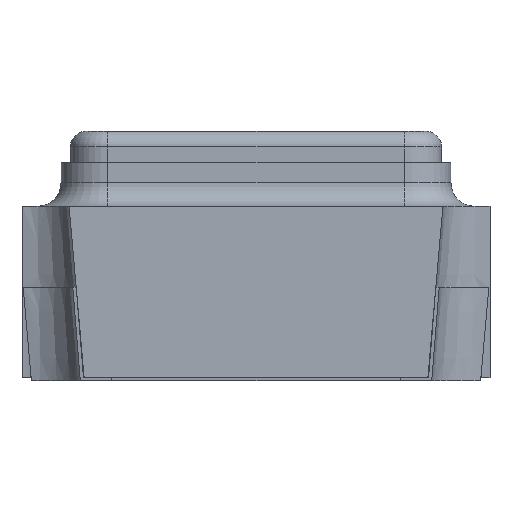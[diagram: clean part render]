
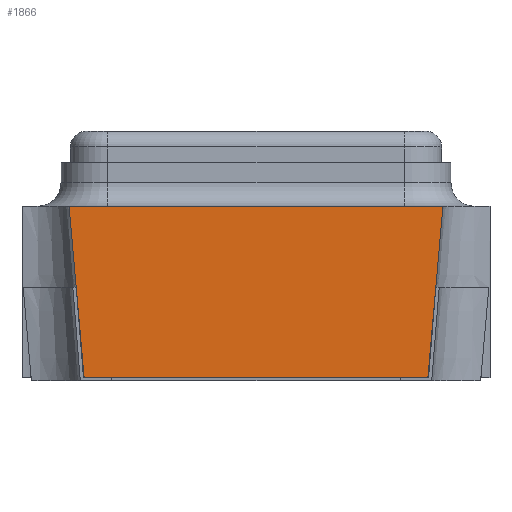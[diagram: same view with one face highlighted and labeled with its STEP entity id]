
A CAD part, left-side view. The second image highlights one B-rep face of the part: STEP entity #1866.
In plain terms, the highlighted planar face has unit normal (-1, 0, 0).
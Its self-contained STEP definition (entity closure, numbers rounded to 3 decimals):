
#730 = CARTESIAN_POINT ( 'NONE',  ( -1.6, -0.599, 0.56 ) ) ;
#800 = EDGE_CURVE ( 'NONE', #2989, #9865, #6383, .T. ) ;
#1412 = ORIENTED_EDGE ( 'NONE', *, *, #13451, .F. ) ;
#1703 = CARTESIAN_POINT ( 'NONE',  ( -1.6, 0.551, 0.01 ) ) ;
#1796 = CARTESIAN_POINT ( 'NONE',  ( -1.6, 0.75, 0.01 ) ) ;
#1866 = ADVANCED_FACE ( 'NONE', ( #3736 ), #11495, .F. ) ;
#1995 = CARTESIAN_POINT ( 'NONE',  ( -1.6, -0.75, 2.286 ) ) ;
#2598 = CARTESIAN_POINT ( 'NONE',  ( -1.6, -0.551, 0.01 ) ) ;
#2771 = CARTESIAN_POINT ( 'NONE',  ( -1.6, 0.75, 0.56 ) ) ;
#2989 = VERTEX_POINT ( 'NONE', #1703 ) ;
#3736 = FACE_OUTER_BOUND ( 'NONE', #13425, .T. ) ;
#3979 = VERTEX_POINT ( 'NONE', #13583 ) ;
#4248 = LINE ( 'NONE', #1995, #14319 ) ;
#4767 = DIRECTION ( 'NONE',  ( 0., 0.087, 0.996 ) ) ;
#4840 = CARTESIAN_POINT ( 'NONE',  ( -1.6, 0.75, 0.56 ) ) ;
#4974 = LINE ( 'NONE', #4840, #9348 ) ;
#5527 = AXIS2_PLACEMENT_3D ( 'NONE', #2771, #14376, #7503 ) ;
#5839 = VECTOR ( 'NONE', #4767, 1000. ) ;
#5894 = LINE ( 'NONE', #14802, #5839 ) ;
#6383 = LINE ( 'NONE', #1796, #9051 ) ;
#6520 = ORIENTED_EDGE ( 'NONE', *, *, #8733, .F. ) ;
#6568 = DIRECTION ( 'NONE',  ( 0., 0.087, -0.996 ) ) ;
#6950 = DIRECTION ( 'NONE',  ( 0., -1., 0. ) ) ;
#7503 = DIRECTION ( 'NONE',  ( 0., 1., 0. ) ) ;
#8041 = ORIENTED_EDGE ( 'NONE', *, *, #11079, .F. ) ;
#8199 = VERTEX_POINT ( 'NONE', #730 ) ;
#8733 = EDGE_CURVE ( 'NONE', #3979, #8199, #4974, .T. ) ;
#8786 = DIRECTION ( 'NONE',  ( 0., -1., 0. ) ) ;
#9051 = VECTOR ( 'NONE', #8786, 1000. ) ;
#9348 = VECTOR ( 'NONE', #6950, 1000. ) ;
#9865 = VERTEX_POINT ( 'NONE', #2598 ) ;
#11079 = EDGE_CURVE ( 'NONE', #2989, #3979, #5894, .T. ) ;
#11495 = PLANE ( 'NONE',  #5527 ) ;
#13349 = ORIENTED_EDGE ( 'NONE', *, *, #800, .T. ) ;
#13425 = EDGE_LOOP ( 'NONE', ( #1412, #6520, #8041, #13349 ) ) ;
#13451 = EDGE_CURVE ( 'NONE', #8199, #9865, #4248, .T. ) ;
#13583 = CARTESIAN_POINT ( 'NONE',  ( -1.6, 0.599, 0.56 ) ) ;
#14319 = VECTOR ( 'NONE', #6568, 1000. ) ;
#14376 = DIRECTION ( 'NONE',  ( 1., 0., 0. ) ) ;
#14802 = CARTESIAN_POINT ( 'NONE',  ( -1.6, 0.75, 2.286 ) ) ;
